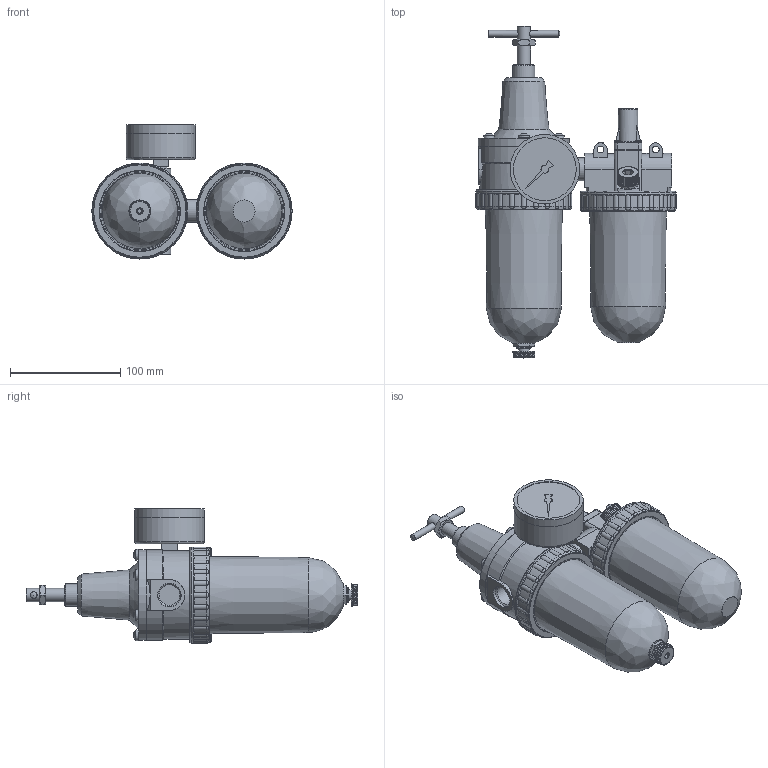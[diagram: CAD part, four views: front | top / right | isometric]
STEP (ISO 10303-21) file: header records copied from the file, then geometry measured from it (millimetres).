
FILE_DESCRIPTION( ( 'STEP AP203' ), '1' );
FILE_NAME( '9.3133.00.035.0.stp', '2018-12-12T16:20:44', ( '' ), ( '' ), ' ', 'PARTsolutions', ' ' );
FILE_SCHEMA( ( 'CONFIG_CONTROL_DESIGN' ) );
Length unit declared in the file: millimetre
Products named in the file (7): 9.3133.00.035.0; _678.41 K-HA(G 1/2)-1; _678.41 K-HA-2; _678.41 K-HA0(HA)-3; _760 K-1; _760 K-2; _252.05
Assembly tree (6 placements, depth 2):
  9.3133.00.035.0
    _678.41 K-HA(G 1/2)-1
    _678.41 K-HA-2
    _678.41 K-HA0(HA)-3
    _760 K-1
    _760 K-2
    _252.05
Bounding box: 181.5 x 301 x 121.5 mm (x, y, z)
Volume: 1548807.3 mm3; surface area: 153974.8 mm2
Topology: 6 solids, 6 shells, 866 faces, 2145 edges, 1356 vertices
Faces by surface type: plane 389, cylinder 273, cone 114, sphere 60, torus 28, bspline 2
Full cylindrical faces by diameter (mm): 4 x1, 4.134 x3, 6 x2, 6.2 x2, 8.5 x6, 9 x2, 9.2 x1, 9.728 x1, 9.9 x1, 10 x1, 11.445 x2, 12 x2, 13.157 x1, 14 x1, 17.5 x1, 18.631 x4, 19 x1, 20 x4, 20.955 x1, 21 x2, 21.3 x2, 57 x1, 62.96 x1, 63 x2, 80 x1, 82 x1, 82.4 x1, 87 x2
Entity records: 28304 total; most frequent: CARTESIAN_POINT 8158, DIRECTION 4226, ORIENTED_EDGE 3986, EDGE_CURVE 1993, AXIS2_PLACEMENT_3D 1667, VERTEX_POINT 1323, EDGE_LOOP 1054, FACE_OUTER_BOUND 939
